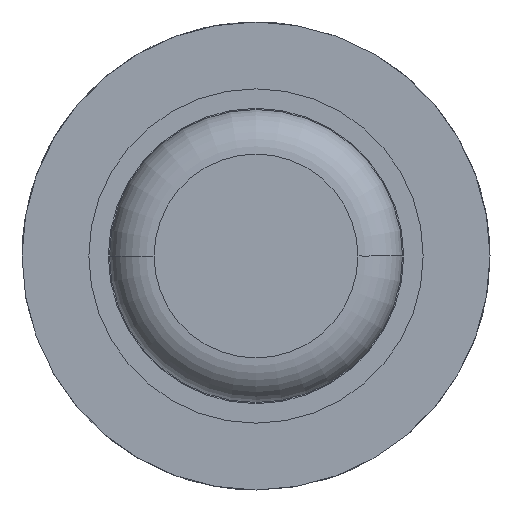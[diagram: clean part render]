
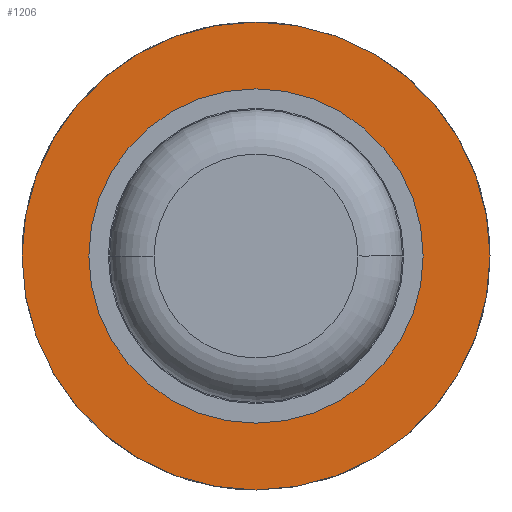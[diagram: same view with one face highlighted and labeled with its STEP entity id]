
A CAD part, front view. The second image highlights one B-rep face of the part: STEP entity #1206.
In plain terms, the highlighted planar face has unit normal (0, -1, 0).
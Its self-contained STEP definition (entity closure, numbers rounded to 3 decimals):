
#65 = CARTESIAN_POINT ( 'NONE',  ( 0., 27.3, 2.1 ) ) ;
#328 = DIRECTION ( 'NONE',  ( 0., 0., 1. ) ) ;
#470 = EDGE_CURVE ( 'Defeature ausgef�hrt1_11+Defeature ausgef�hrt1_10+Defeature ausgef�hrt1_10+Defeature ausgef�hrt1_10', #4314, #1843, #3426, .T. ) ;
#564 = AXIS2_PLACEMENT_3D ( 'NONE', #1558, #1629, #2299 ) ;
#619 = DIRECTION ( 'NONE',  ( 0., 1., 0. ) ) ;
#728 = DIRECTION ( 'NONE',  ( 0., 1., 0. ) ) ;
#1010 = AXIS2_PLACEMENT_3D ( 'NONE', #3157, #728, #4208 ) ;
#1030 = EDGE_LOOP ( 'NONE', ( #1678, #1525 ) ) ;
#1120 = CARTESIAN_POINT ( 'NONE',  ( 0., 27.3, -2.1 ) ) ;
#1206 = ADVANCED_FACE ( 'Defeature ausgef�hrt1_10', ( #3182, #3758 ), #3471, .F. ) ;
#1326 = CARTESIAN_POINT ( 'NONE',  ( 0., 27.3, 0. ) ) ;
#1371 = VERTEX_POINT ( 'NONE', #3891 ) ;
#1394 = CARTESIAN_POINT ( 'NONE',  ( 2.1, 27.3, 0. ) ) ;
#1525 = ORIENTED_EDGE ( 'NONE', *, *, #1603, .F. ) ;
#1558 = CARTESIAN_POINT ( 'NONE',  ( 0., 27.3, 0. ) ) ;
#1603 = EDGE_CURVE ( 'Defeature ausgef�hrt1_11+Defeature ausgef�hrt1_10+Defeature ausgef�hrt1_10+Defeature ausgef�hrt1_10', #1843, #4314, #4255, .T. ) ;
#1629 = DIRECTION ( 'NONE',  ( 0., 1., 0. ) ) ;
#1678 = ORIENTED_EDGE ( 'NONE', *, *, #470, .F. ) ;
#1797 = CARTESIAN_POINT ( 'NONE',  ( 0., 27.3, -0.9 ) ) ;
#1843 = VERTEX_POINT ( 'NONE', #1120 ) ;
#2067 = ORIENTED_EDGE ( 'NONE', *, *, #3169, .T. ) ;
#2069 = DIRECTION ( 'NONE',  ( 0., 1., 0. ) ) ;
#2080 = AXIS2_PLACEMENT_3D ( 'NONE', #1394, #2069, #328 ) ;
#2104 = CARTESIAN_POINT ( 'NONE',  ( 0., 27.3, 0. ) ) ;
#2120 = CIRCLE ( 'NONE', #4437, 0.9 ) ;
#2299 = DIRECTION ( 'NONE',  ( 0., 0., 1. ) ) ;
#2448 = AXIS2_PLACEMENT_3D ( 'NONE', #2104, #3527, #4542 ) ;
#2843 = ORIENTED_EDGE ( 'NONE', *, *, #4445, .T. ) ;
#3040 = DIRECTION ( 'NONE',  ( 0., 0., 1. ) ) ;
#3157 = CARTESIAN_POINT ( 'NONE',  ( 0., 27.3, 0. ) ) ;
#3169 = EDGE_CURVE ( 'Defeature ausgef�hrt1_10+Defeature ausgef�hrt1_9+Defeature ausgef�hrt1_9+Defeature ausgef�hrt1_9', #4204, #1371, #4483, .T. ) ;
#3182 = FACE_OUTER_BOUND ( 'NONE', #1030, .T. ) ;
#3426 = CIRCLE ( 'NONE', #564, 2.1 ) ;
#3471 = PLANE ( 'NONE',  #2080 ) ;
#3527 = DIRECTION ( 'NONE',  ( 0., 1., 0. ) ) ;
#3758 = FACE_BOUND ( 'NONE', #4322, .T. ) ;
#3891 = CARTESIAN_POINT ( 'NONE',  ( 0., 27.3, 0.9 ) ) ;
#4204 = VERTEX_POINT ( 'NONE', #1797 ) ;
#4208 = DIRECTION ( 'NONE',  ( 0., 0., 1. ) ) ;
#4255 = CIRCLE ( 'NONE', #1010, 2.1 ) ;
#4314 = VERTEX_POINT ( 'NONE', #65 ) ;
#4322 = EDGE_LOOP ( 'NONE', ( #2843, #2067 ) ) ;
#4437 = AXIS2_PLACEMENT_3D ( 'NONE', #1326, #619, #3040 ) ;
#4445 = EDGE_CURVE ( 'Defeature ausgef�hrt1_10+Defeature ausgef�hrt1_9+Defeature ausgef�hrt1_9+Defeature ausgef�hrt1_9', #1371, #4204, #2120, .T. ) ;
#4483 = CIRCLE ( 'NONE', #2448, 0.9 ) ;
#4542 = DIRECTION ( 'NONE',  ( 0., 0., 1. ) ) ;
